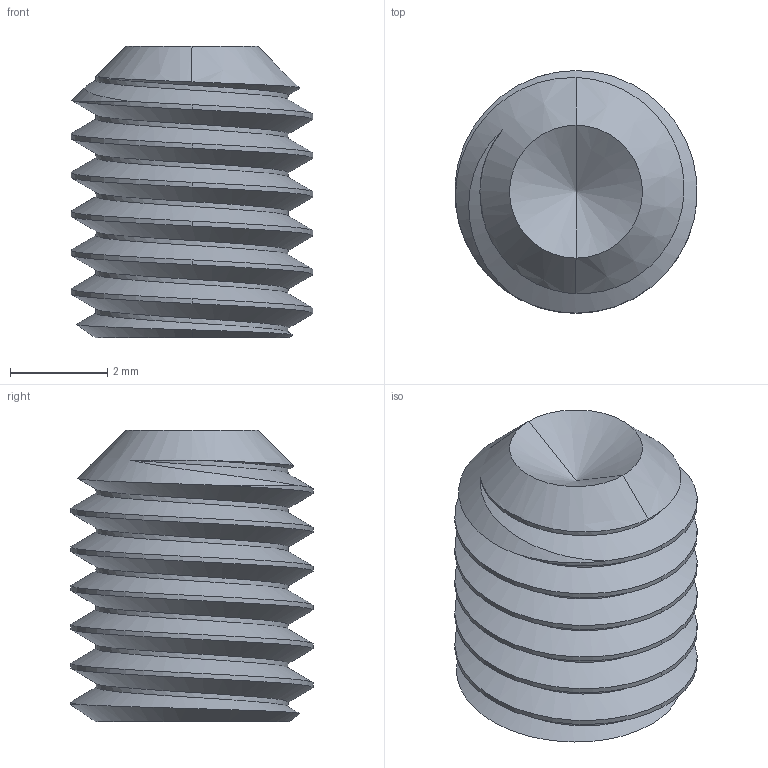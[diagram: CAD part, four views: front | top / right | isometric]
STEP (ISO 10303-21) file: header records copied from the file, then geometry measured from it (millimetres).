
FILE_DESCRIPTION (( 'STEP AP203' ), '1' );
FILE_NAME ('Mirror2806-0005-0006_91390A118.STEP', '2023-10-05T19:49:12', ( '' ), ( '' ), 'SwSTEP 2.0', 'SolidWorks 2022', '' );
FILE_SCHEMA (( 'CONFIG_CONTROL_DESIGN' ));
Length unit declared in the file: millimetre
Products named in the file (1): Mirror2806-0005-0006_91390A118
Bounding box: 4.99 x 5 x 6 mm (x, y, z)
Volume: 78.5 mm3; surface area: 173.2 mm2
Topology: 1 solids, 1 shells, 45 faces, 109 edges, 63 vertices
Faces by surface type: cone 16, plane 13, cylinder 13, bspline 3
Entity records: 2742 total; most frequent: CARTESIAN_POINT 1759, ORIENTED_EDGE 210, DIRECTION 165, EDGE_CURVE 105, VERTEX_POINT 63, AXIS2_PLACEMENT_3D 63, EDGE_LOOP 46, ADVANCED_FACE 45
